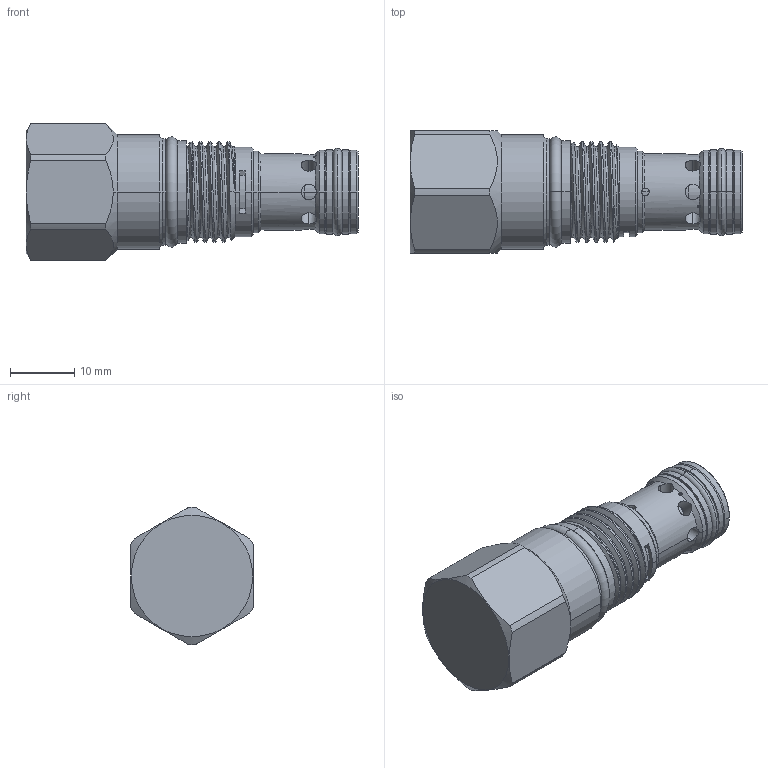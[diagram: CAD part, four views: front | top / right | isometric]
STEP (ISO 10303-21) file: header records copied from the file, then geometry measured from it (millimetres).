
FILE_DESCRIPTION (( 'STEP AP203' ), '1' );
FILE_NAME ('NC162A20-N.STEP', '2022-06-16T08:55:41', ( '' ), ( '' ), 'SwSTEP 2.0', 'SolidWorks 2018', '' );
FILE_SCHEMA (( 'CONFIG_CONTROL_DESIGN' ));
Length unit declared in the file: millimetre
Products named in the file (1): NC162A20-N
Bounding box: 51.7 x 19.05 x 21.4 mm (x, y, z)
Volume: 10385 mm3; surface area: 4293.6 mm2
Topology: 2 solids, 2 shells, 157 faces, 407 edges, 260 vertices
Faces by surface type: cylinder 85, plane 28, cone 23, torus 16, bspline 3, sphere 2
Entity records: 6974 total; most frequent: CARTESIAN_POINT 3163, ORIENTED_EDGE 814, DIRECTION 756, EDGE_CURVE 407, AXIS2_PLACEMENT_3D 323, VERTEX_POINT 260, EDGE_LOOP 181, CIRCLE 168
